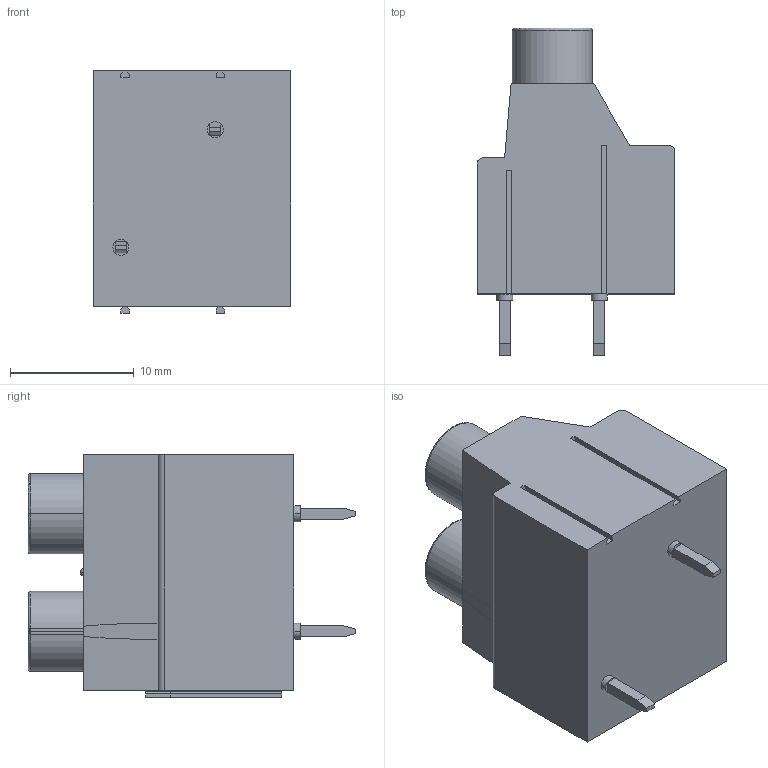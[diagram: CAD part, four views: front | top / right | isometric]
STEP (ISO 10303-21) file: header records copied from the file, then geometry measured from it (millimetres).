
FILE_DESCRIPTION(('SolidDesigner STEP Export'),'2;1');
FILE_NAME('mkds_5-hv-2-9.52-z.stp','2007-05-22T10:59:24',(''),(''),'OneSpace Designer STEP processor for AP214 (Solid Model)','OneSpace Designer 14.50 18-Oct-2006 (C) CoCreate Software GmbH','');
FILE_SCHEMA(('AUTOMOTIVE_DESIGN { 1 0 10303 214 1 1 1 1 }'));
Length unit declared in the file: millimetre
Products named in the file (2): mkds_5-hv-2-9.52-z
Assembly tree (1 placements, depth 2):
  mkds_5-hv-2-9.52-z
    mkds_5-hv-2-9.52-z
Bounding box: 16 x 26.5 x 19.61 mm (x, y, z)
Volume: 3821 mm3; surface area: 2457.8 mm2
Topology: 1 solids, 1 shells, 181 faces, 469 edges, 303 vertices
Faces by surface type: plane 123, cylinder 46, torus 8, sphere 4
Entity records: 6766 total; most frequent: CARTESIAN_POINT 1087, ORIENTED_EDGE 930, DIRECTION 789, EDGE_CURVE 465, VECTOR 327, LINE 327, VERTEX_POINT 303, AXIS2_PLACEMENT_3D 231
